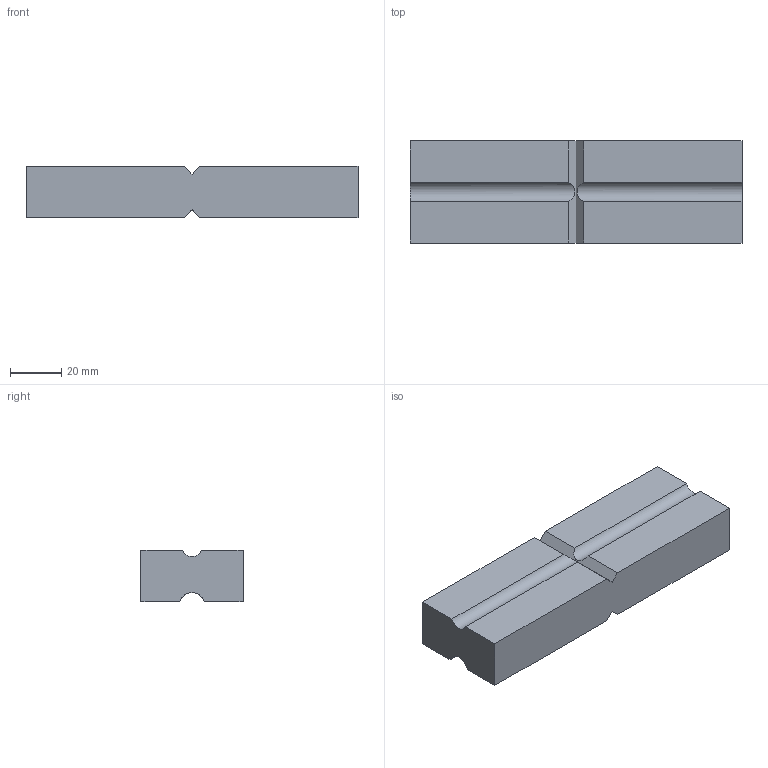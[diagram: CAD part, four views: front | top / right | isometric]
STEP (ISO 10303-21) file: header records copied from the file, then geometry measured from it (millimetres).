
FILE_DESCRIPTION( ( '' ), ' ' );
FILE_NAME( '5c9a08a34022f516b90b37e1.step', '2019-03-26T11:10:28', ( '' ), ( '' ), ' ', ' ', ' ' );
FILE_SCHEMA( ( 'AUTOMOTIVE_DESIGN { 1 0 10303 214 1 1 1 1 }' ) );
Length unit declared in the file: metre
Products named in the file (1): MT04-0100.0021
Bounding box: 130 x 40 x 20 mm (x, y, z)
Volume: 98479.8 mm3; surface area: 17913.5 mm2
Topology: 1 solids, 1 shells, 21 faces, 57 edges, 38 vertices
Faces by surface type: plane 18, cylinder 3
Entity records: 845 total; most frequent: CARTESIAN_POINT 117, ORIENTED_EDGE 114, DIRECTION 111, EDGE_CURVE 57, LINE 47, VECTOR 47, VERTEX_POINT 38, AXIS2_PLACEMENT_3D 32
